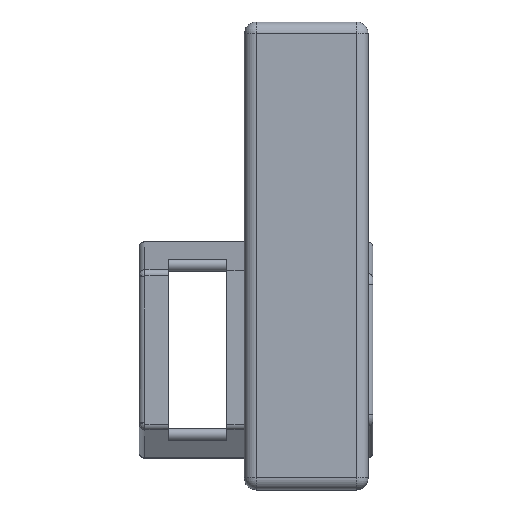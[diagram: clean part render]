
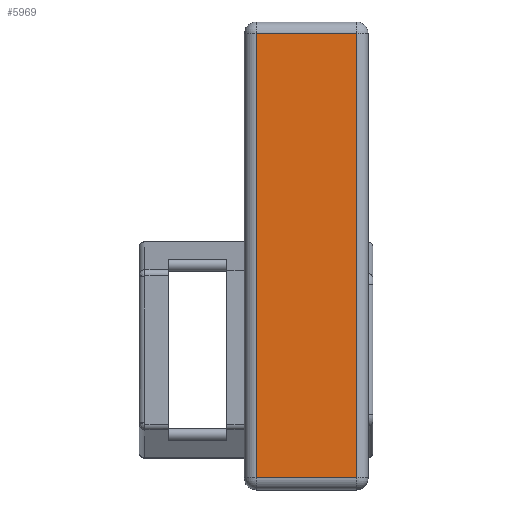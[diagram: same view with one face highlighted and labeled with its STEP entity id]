
A CAD part, top view. The second image highlights one B-rep face of the part: STEP entity #5969.
In plain terms, the highlighted planar face has unit normal (0, 0, 1).
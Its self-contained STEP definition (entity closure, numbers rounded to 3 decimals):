
#2824 = CYLINDRICAL_SURFACE('',#2825,1.);
#2825 = AXIS2_PLACEMENT_3D('',#2826,#2827,#2828);
#2826 = CARTESIAN_POINT('',(1.,28.,16.));
#2827 = DIRECTION('',(0.,-1.,0.));
#2828 = DIRECTION('',(0.,0.,1.));
#5130 = EDGE_CURVE('',#5131,#5133,#5135,.T.);
#5131 = VERTEX_POINT('',#5132);
#5132 = CARTESIAN_POINT('',(1.,27.,17.));
#5133 = VERTEX_POINT('',#5134);
#5134 = CARTESIAN_POINT('',(1.,-11.,17.));
#5135 = SURFACE_CURVE('',#5136,(#5140,#5147),.PCURVE_S1.);
#5136 = LINE('',#5137,#5138);
#5137 = CARTESIAN_POINT('',(1.,28.,17.));
#5138 = VECTOR('',#5139,1.);
#5139 = DIRECTION('',(0.,-1.,0.));
#5140 = PCURVE('',#2824,#5141);
#5141 = DEFINITIONAL_REPRESENTATION('',(#5142),#5146);
#5142 = LINE('',#5143,#5144);
#5143 = CARTESIAN_POINT('',(0.,0.));
#5144 = VECTOR('',#5145,1.);
#5145 = DIRECTION('',(0.,1.));
#5146 = ( GEOMETRIC_REPRESENTATION_CONTEXT(2) 
PARAMETRIC_REPRESENTATION_CONTEXT() REPRESENTATION_CONTEXT('2D SPACE',''
  ) );
#5147 = PCURVE('',#5148,#5153);
#5148 = PLANE('',#5149);
#5149 = AXIS2_PLACEMENT_3D('',#5150,#5151,#5152);
#5150 = CARTESIAN_POINT('',(12.,28.,17.));
#5151 = DIRECTION('',(0.,0.,-1.));
#5152 = DIRECTION('',(-1.,0.,0.));
#5153 = DEFINITIONAL_REPRESENTATION('',(#5154),#5158);
#5154 = LINE('',#5155,#5156);
#5155 = CARTESIAN_POINT('',(11.,0.));
#5156 = VECTOR('',#5157,1.);
#5157 = DIRECTION('',(0.,-1.));
#5158 = ( GEOMETRIC_REPRESENTATION_CONTEXT(2) 
PARAMETRIC_REPRESENTATION_CONTEXT() REPRESENTATION_CONTEXT('2D SPACE',''
  ) );
#5837 = CYLINDRICAL_SURFACE('',#5838,1.);
#5838 = AXIS2_PLACEMENT_3D('',#5839,#5840,#5841);
#5839 = CARTESIAN_POINT('',(12.,-11.,16.));
#5840 = DIRECTION('',(-1.,0.,0.));
#5841 = DIRECTION('',(0.,0.,1.));
#5874 = CYLINDRICAL_SURFACE('',#5875,1.);
#5875 = AXIS2_PLACEMENT_3D('',#5876,#5877,#5878);
#5876 = CARTESIAN_POINT('',(12.,27.,16.));
#5877 = DIRECTION('',(-1.,0.,0.));
#5878 = DIRECTION('',(0.,0.,1.));
#5969 = ADVANCED_FACE('',(#5970),#5148,.F.);
#5970 = FACE_BOUND('',#5971,.F.);
#5971 = EDGE_LOOP('',(#5972,#6002,#6023,#6024));
#5972 = ORIENTED_EDGE('',*,*,#5973,.T.);
#5973 = EDGE_CURVE('',#5974,#5976,#5978,.T.);
#5974 = VERTEX_POINT('',#5975);
#5975 = CARTESIAN_POINT('',(9.586,27.,17.));
#5976 = VERTEX_POINT('',#5977);
#5977 = CARTESIAN_POINT('',(9.586,-11.,17.));
#5978 = SURFACE_CURVE('',#5979,(#5983,#5990),.PCURVE_S1.);
#5979 = LINE('',#5980,#5981);
#5980 = CARTESIAN_POINT('',(9.586,28.,17.));
#5981 = VECTOR('',#5982,1.);
#5982 = DIRECTION('',(0.,-1.,0.));
#5983 = PCURVE('',#5148,#5984);
#5984 = DEFINITIONAL_REPRESENTATION('',(#5985),#5989);
#5985 = LINE('',#5986,#5987);
#5986 = CARTESIAN_POINT('',(2.414,0.));
#5987 = VECTOR('',#5988,1.);
#5988 = DIRECTION('',(0.,-1.));
#5989 = ( GEOMETRIC_REPRESENTATION_CONTEXT(2) 
PARAMETRIC_REPRESENTATION_CONTEXT() REPRESENTATION_CONTEXT('2D SPACE',''
  ) );
#5990 = PCURVE('',#5991,#5996);
#5991 = CYLINDRICAL_SURFACE('',#5992,1.);
#5992 = AXIS2_PLACEMENT_3D('',#5993,#5994,#5995);
#5993 = CARTESIAN_POINT('',(9.586,28.,16.));
#5994 = DIRECTION('',(0.,-1.,0.));
#5995 = DIRECTION('',(0.707,0.,-0.707
    ));
#5996 = DEFINITIONAL_REPRESENTATION('',(#5997),#6001);
#5997 = LINE('',#5998,#5999);
#5998 = CARTESIAN_POINT('',(2.356,0.));
#5999 = VECTOR('',#6000,1.);
#6000 = DIRECTION('',(0.,1.));
#6001 = ( GEOMETRIC_REPRESENTATION_CONTEXT(2) 
PARAMETRIC_REPRESENTATION_CONTEXT() REPRESENTATION_CONTEXT('2D SPACE',''
  ) );
#6002 = ORIENTED_EDGE('',*,*,#6003,.T.);
#6003 = EDGE_CURVE('',#5976,#5133,#6004,.T.);
#6004 = SURFACE_CURVE('',#6005,(#6009,#6016),.PCURVE_S1.);
#6005 = LINE('',#6006,#6007);
#6006 = CARTESIAN_POINT('',(12.,-11.,17.));
#6007 = VECTOR('',#6008,1.);
#6008 = DIRECTION('',(-1.,0.,0.));
#6009 = PCURVE('',#5148,#6010);
#6010 = DEFINITIONAL_REPRESENTATION('',(#6011),#6015);
#6011 = LINE('',#6012,#6013);
#6012 = CARTESIAN_POINT('',(0.,-39.));
#6013 = VECTOR('',#6014,1.);
#6014 = DIRECTION('',(1.,0.));
#6015 = ( GEOMETRIC_REPRESENTATION_CONTEXT(2) 
PARAMETRIC_REPRESENTATION_CONTEXT() REPRESENTATION_CONTEXT('2D SPACE',''
  ) );
#6016 = PCURVE('',#5837,#6017);
#6017 = DEFINITIONAL_REPRESENTATION('',(#6018),#6022);
#6018 = LINE('',#6019,#6020);
#6019 = CARTESIAN_POINT('',(-0.,0.));
#6020 = VECTOR('',#6021,1.);
#6021 = DIRECTION('',(-0.,1.));
#6022 = ( GEOMETRIC_REPRESENTATION_CONTEXT(2) 
PARAMETRIC_REPRESENTATION_CONTEXT() REPRESENTATION_CONTEXT('2D SPACE',''
  ) );
#6023 = ORIENTED_EDGE('',*,*,#5130,.F.);
#6024 = ORIENTED_EDGE('',*,*,#6025,.F.);
#6025 = EDGE_CURVE('',#5974,#5131,#6026,.T.);
#6026 = SURFACE_CURVE('',#6027,(#6031,#6038),.PCURVE_S1.);
#6027 = LINE('',#6028,#6029);
#6028 = CARTESIAN_POINT('',(12.,27.,17.));
#6029 = VECTOR('',#6030,1.);
#6030 = DIRECTION('',(-1.,0.,0.));
#6031 = PCURVE('',#5148,#6032);
#6032 = DEFINITIONAL_REPRESENTATION('',(#6033),#6037);
#6033 = LINE('',#6034,#6035);
#6034 = CARTESIAN_POINT('',(0.,-1.));
#6035 = VECTOR('',#6036,1.);
#6036 = DIRECTION('',(1.,0.));
#6037 = ( GEOMETRIC_REPRESENTATION_CONTEXT(2) 
PARAMETRIC_REPRESENTATION_CONTEXT() REPRESENTATION_CONTEXT('2D SPACE',''
  ) );
#6038 = PCURVE('',#5874,#6039);
#6039 = DEFINITIONAL_REPRESENTATION('',(#6040),#6044);
#6040 = LINE('',#6041,#6042);
#6041 = CARTESIAN_POINT('',(0.,0.));
#6042 = VECTOR('',#6043,1.);
#6043 = DIRECTION('',(0.,1.));
#6044 = ( GEOMETRIC_REPRESENTATION_CONTEXT(2) 
PARAMETRIC_REPRESENTATION_CONTEXT() REPRESENTATION_CONTEXT('2D SPACE',''
  ) );
